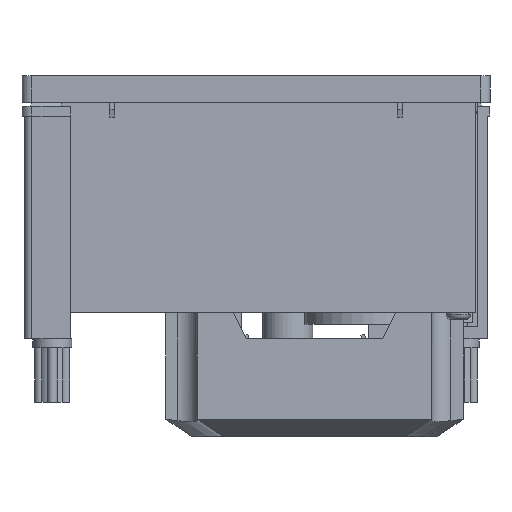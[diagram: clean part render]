
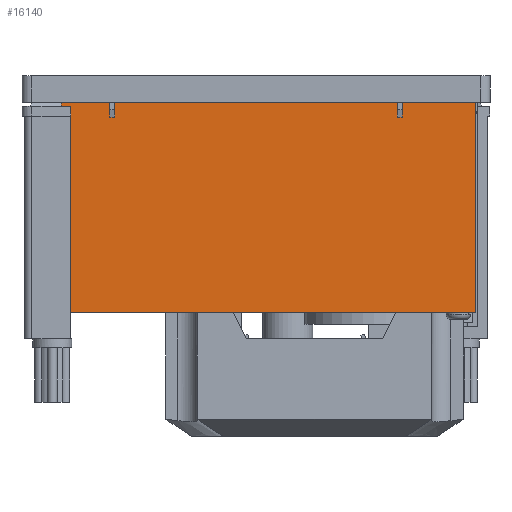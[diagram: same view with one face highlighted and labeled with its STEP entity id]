
A CAD part, front view. The second image highlights one B-rep face of the part: STEP entity #16140.
In plain terms, the highlighted planar face has unit normal (0, -1, 0).
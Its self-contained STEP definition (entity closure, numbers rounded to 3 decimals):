
#372 = CARTESIAN_POINT ( 'NONE',  ( -30., -45., -8.5 ) ) ;
#904 = CARTESIAN_POINT ( 'NONE',  ( -30., -45., -8.5 ) ) ;
#1045 = DIRECTION ( 'NONE',  ( -1., 0., 0. ) ) ;
#1539 = ORIENTED_EDGE ( 'NONE', *, *, #15209, .T. ) ;
#1665 = LINE ( 'NONE', #2598, #12161 ) ;
#1822 = VECTOR ( 'NONE', #3702, 1000. ) ;
#2373 = CARTESIAN_POINT ( 'NONE',  ( 30., -45., -8.5 ) ) ;
#2598 = CARTESIAN_POINT ( 'NONE',  ( -29., -45., -8.5 ) ) ;
#2777 = LINE ( 'NONE', #4651, #16779 ) ;
#2940 = CARTESIAN_POINT ( 'NONE',  ( 30., -45., -8.5 ) ) ;
#3060 = LINE ( 'NONE', #2373, #1822 ) ;
#3421 = CARTESIAN_POINT ( 'NONE',  ( -29., -45., -8.5 ) ) ;
#3702 = DIRECTION ( 'NONE',  ( 0., 0., 1. ) ) ;
#4005 = VERTEX_POINT ( 'NONE', #11976 ) ;
#4037 = VECTOR ( 'NONE', #4933, 1000. ) ;
#4330 = DIRECTION ( 'NONE',  ( 0., 1., 0. ) ) ;
#4428 = VECTOR ( 'NONE', #8511, 1000. ) ;
#4651 = CARTESIAN_POINT ( 'NONE',  ( -45., -45., 84.55 ) ) ;
#4669 = VECTOR ( 'NONE', #6877, 1000. ) ;
#4879 = DIRECTION ( 'NONE',  ( 0., 0., 1. ) ) ;
#4933 = DIRECTION ( 'NONE',  ( -1., 0., 0. ) ) ;
#5014 = ORIENTED_EDGE ( 'NONE', *, *, #15904, .F. ) ;
#5219 = VERTEX_POINT ( 'NONE', #8450 ) ;
#5469 = EDGE_CURVE ( 'NONE', #14745, #12047, #7193, .T. ) ;
#5497 = LINE ( 'NONE', #5976, #15950 ) ;
#5631 = VERTEX_POINT ( 'NONE', #11800 ) ;
#5643 = CARTESIAN_POINT ( 'NONE',  ( 29., -45., -8.5 ) ) ;
#5702 = CARTESIAN_POINT ( 'NONE',  ( 48., -45., -5.5 ) ) ;
#5732 = VECTOR ( 'NONE', #9549, 1000. ) ;
#5821 = EDGE_LOOP ( 'NONE', ( #5014, #7491, #1539, #13224, #17335, #16604, #12750, #10369, #10981, #8801, #7400, #13933 ) ) ;
#5947 = DIRECTION ( 'NONE',  ( 0., 0., -1. ) ) ;
#5976 = CARTESIAN_POINT ( 'NONE',  ( 48., -45., -5.5 ) ) ;
#6544 = LINE ( 'NONE', #372, #5732 ) ;
#6837 = PLANE ( 'NONE',  #13592 ) ;
#6877 = DIRECTION ( 'NONE',  ( 1., 0., 0. ) ) ;
#6967 = LINE ( 'NONE', #904, #10085 ) ;
#7113 = FACE_OUTER_BOUND ( 'NONE', #5821, .T. ) ;
#7193 = LINE ( 'NONE', #17300, #10310 ) ;
#7400 = ORIENTED_EDGE ( 'NONE', *, *, #10935, .F. ) ;
#7491 = ORIENTED_EDGE ( 'NONE', *, *, #16647, .F. ) ;
#8450 = CARTESIAN_POINT ( 'NONE',  ( -30., -45., -5.5 ) ) ;
#8511 = DIRECTION ( 'NONE',  ( 0., 0., -1. ) ) ;
#8801 = ORIENTED_EDGE ( 'NONE', *, *, #10334, .F. ) ;
#8889 = VERTEX_POINT ( 'NONE', #3421 ) ;
#9549 = DIRECTION ( 'NONE',  ( 1., 0., 0. ) ) ;
#9694 = VECTOR ( 'NONE', #13791, 1000. ) ;
#9893 = CARTESIAN_POINT ( 'NONE',  ( 29., -45., -8.5 ) ) ;
#10085 = VECTOR ( 'NONE', #4879, 1000. ) ;
#10310 = VECTOR ( 'NONE', #1045, 1000. ) ;
#10334 = EDGE_CURVE ( 'NONE', #11191, #17502, #11027, .T. ) ;
#10369 = ORIENTED_EDGE ( 'NONE', *, *, #11654, .T. ) ;
#10445 = DIRECTION ( 'NONE',  ( 0., 0., 1. ) ) ;
#10568 = VERTEX_POINT ( 'NONE', #13732 ) ;
#10694 = CARTESIAN_POINT ( 'NONE',  ( 30., -45., -5.5 ) ) ;
#10786 = CARTESIAN_POINT ( 'NONE',  ( 48., -45., -5.5 ) ) ;
#10813 = CARTESIAN_POINT ( 'NONE',  ( -29., -45., -5.5 ) ) ;
#10935 = EDGE_CURVE ( 'NONE', #14745, #11191, #15201, .T. ) ;
#10959 = EDGE_CURVE ( 'NONE', #5631, #17502, #2777, .T. ) ;
#10981 = ORIENTED_EDGE ( 'NONE', *, *, #10959, .T. ) ;
#11027 = LINE ( 'NONE', #14355, #4037 ) ;
#11191 = VERTEX_POINT ( 'NONE', #14879 ) ;
#11654 = EDGE_CURVE ( 'NONE', #5219, #5631, #13343, .T. ) ;
#11800 = CARTESIAN_POINT ( 'NONE',  ( -45., -45., -5.5 ) ) ;
#11976 = CARTESIAN_POINT ( 'NONE',  ( 29., -45., -5.5 ) ) ;
#12047 = VERTEX_POINT ( 'NONE', #10694 ) ;
#12161 = VECTOR ( 'NONE', #10445, 1000. ) ;
#12253 = DIRECTION ( 'NONE',  ( 0., 0., 1. ) ) ;
#12313 = EDGE_CURVE ( 'NONE', #10568, #5219, #6967, .T. ) ;
#12687 = VERTEX_POINT ( 'NONE', #9893 ) ;
#12750 = ORIENTED_EDGE ( 'NONE', *, *, #12313, .T. ) ;
#13032 = EDGE_CURVE ( 'NONE', #10568, #8889, #6544, .T. ) ;
#13224 = ORIENTED_EDGE ( 'NONE', *, *, #14491, .T. ) ;
#13343 = LINE ( 'NONE', #5702, #9694 ) ;
#13507 = CARTESIAN_POINT ( 'NONE',  ( 45., -45., -5.5 ) ) ;
#13592 = AXIS2_PLACEMENT_3D ( 'NONE', #10786, #4330, #13683 ) ;
#13683 = DIRECTION ( 'NONE',  ( 0., 0., 1. ) ) ;
#13732 = CARTESIAN_POINT ( 'NONE',  ( -30., -45., -8.5 ) ) ;
#13777 = EDGE_CURVE ( 'NONE', #8889, #14769, #1665, .T. ) ;
#13791 = DIRECTION ( 'NONE',  ( -1., 0., 0. ) ) ;
#13933 = ORIENTED_EDGE ( 'NONE', *, *, #5469, .T. ) ;
#14086 = DIRECTION ( 'NONE',  ( -1., 0., 0. ) ) ;
#14355 = CARTESIAN_POINT ( 'NONE',  ( 48., -45., -48.5 ) ) ;
#14491 = EDGE_CURVE ( 'NONE', #4005, #14769, #5497, .T. ) ;
#14605 = LINE ( 'NONE', #15105, #4669 ) ;
#14745 = VERTEX_POINT ( 'NONE', #13507 ) ;
#14769 = VERTEX_POINT ( 'NONE', #10813 ) ;
#14879 = CARTESIAN_POINT ( 'NONE',  ( 45., -45., -48.5 ) ) ;
#15013 = VECTOR ( 'NONE', #12253, 1000. ) ;
#15105 = CARTESIAN_POINT ( 'NONE',  ( 30., -45., -8.5 ) ) ;
#15180 = VERTEX_POINT ( 'NONE', #2940 ) ;
#15201 = LINE ( 'NONE', #16912, #4428 ) ;
#15209 = EDGE_CURVE ( 'NONE', #12687, #4005, #15907, .T. ) ;
#15904 = EDGE_CURVE ( 'NONE', #15180, #12047, #3060, .T. ) ;
#15907 = LINE ( 'NONE', #5643, #15013 ) ;
#15950 = VECTOR ( 'NONE', #14086, 1000. ) ;
#16140 = ADVANCED_FACE ( 'NONE', ( #7113 ), #6837, .F. ) ;
#16604 = ORIENTED_EDGE ( 'NONE', *, *, #13032, .F. ) ;
#16647 = EDGE_CURVE ( 'NONE', #12687, #15180, #14605, .T. ) ;
#16779 = VECTOR ( 'NONE', #5947, 1000. ) ;
#16912 = CARTESIAN_POINT ( 'NONE',  ( 45., -45., 84.55 ) ) ;
#16988 = CARTESIAN_POINT ( 'NONE',  ( -45., -45., -48.5 ) ) ;
#17300 = CARTESIAN_POINT ( 'NONE',  ( 48., -45., -5.5 ) ) ;
#17335 = ORIENTED_EDGE ( 'NONE', *, *, #13777, .F. ) ;
#17502 = VERTEX_POINT ( 'NONE', #16988 ) ;
